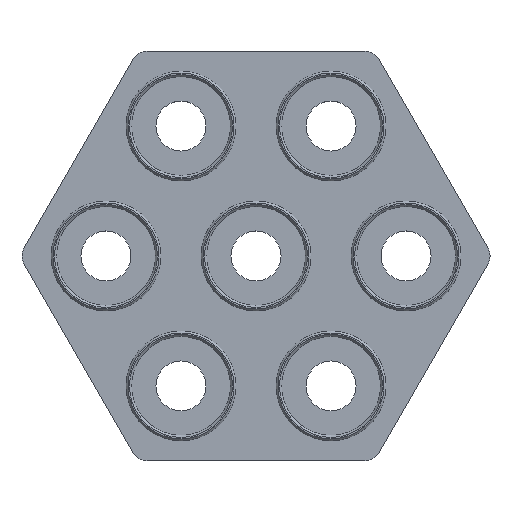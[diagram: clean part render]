
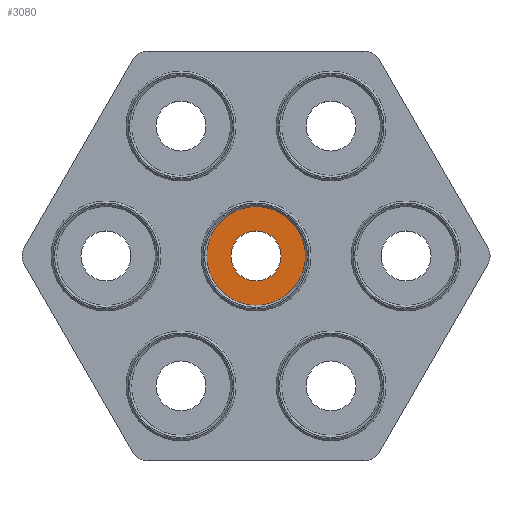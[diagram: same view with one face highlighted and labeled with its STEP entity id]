
A CAD part, top view. The second image highlights one B-rep face of the part: STEP entity #3080.
In plain terms, the highlighted planar face has unit normal (0, 0, 1).
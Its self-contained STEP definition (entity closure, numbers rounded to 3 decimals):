
#1880 = CYLINDRICAL_SURFACE('',#1881,7.5);
#1881 = AXIS2_PLACEMENT_3D('',#1882,#1883,#1884);
#1882 = CARTESIAN_POINT('',(0.,0.,0.));
#1883 = DIRECTION('',(0.,0.,1.));
#1884 = DIRECTION('',(-1.,0.,0.));
#2561 = EDGE_CURVE('',#2562,#2562,#2564,.T.);
#2562 = VERTEX_POINT('',#2563);
#2563 = CARTESIAN_POINT('',(-7.5,0.,3.));
#2564 = SURFACE_CURVE('',#2565,(#2570,#2577),.PCURVE_S1.);
#2565 = CIRCLE('',#2566,7.5);
#2566 = AXIS2_PLACEMENT_3D('',#2567,#2568,#2569);
#2567 = CARTESIAN_POINT('',(0.,0.,3.));
#2568 = DIRECTION('',(0.,0.,1.));
#2569 = DIRECTION('',(-1.,0.,0.));
#2570 = PCURVE('',#1880,#2571);
#2571 = DEFINITIONAL_REPRESENTATION('',(#2572),#2576);
#2572 = LINE('',#2573,#2574);
#2573 = CARTESIAN_POINT('',(0.,3.));
#2574 = VECTOR('',#2575,1.);
#2575 = DIRECTION('',(1.,0.));
#2576 = ( GEOMETRIC_REPRESENTATION_CONTEXT(2) 
PARAMETRIC_REPRESENTATION_CONTEXT() REPRESENTATION_CONTEXT('2D SPACE',''
  ) );
#2577 = PCURVE('',#2578,#2583);
#2578 = PLANE('',#2579);
#2579 = AXIS2_PLACEMENT_3D('',#2580,#2581,#2582);
#2580 = CARTESIAN_POINT('',(0.,0.,3.));
#2581 = DIRECTION('',(0.,0.,-1.));
#2582 = DIRECTION('',(-1.,0.,0.));
#2583 = DEFINITIONAL_REPRESENTATION('',(#2584),#2592);
#2584 = ( BOUNDED_CURVE() B_SPLINE_CURVE(2,(#2585,#2586,#2587,#2588,
#2589,#2590,#2591),.UNSPECIFIED.,.T.,.F.) B_SPLINE_CURVE_WITH_KNOTS((1,2
    ,2,2,2,1),(-2.094,0.,2.094,4.189,
6.283,8.378),.UNSPECIFIED.) CURVE() 
GEOMETRIC_REPRESENTATION_ITEM() RATIONAL_B_SPLINE_CURVE((1.,0.5,1.,0.5,
1.,0.5,1.)) REPRESENTATION_ITEM('') );
#2585 = CARTESIAN_POINT('',(7.5,0.));
#2586 = CARTESIAN_POINT('',(7.5,-12.99));
#2587 = CARTESIAN_POINT('',(-3.75,-6.495));
#2588 = CARTESIAN_POINT('',(-15.,0.));
#2589 = CARTESIAN_POINT('',(-3.75,6.495));
#2590 = CARTESIAN_POINT('',(7.5,12.99));
#2591 = CARTESIAN_POINT('',(7.5,0.));
#2592 = ( GEOMETRIC_REPRESENTATION_CONTEXT(2) 
PARAMETRIC_REPRESENTATION_CONTEXT() REPRESENTATION_CONTEXT('2D SPACE',''
  ) );
#3080 = ADVANCED_FACE('',(#3081,#3112),#2578,.F.);
#3081 = FACE_BOUND('',#3082,.F.);
#3082 = EDGE_LOOP('',(#3083));
#3083 = ORIENTED_EDGE('',*,*,#3084,.T.);
#3084 = EDGE_CURVE('',#3085,#3085,#3087,.T.);
#3085 = VERTEX_POINT('',#3086);
#3086 = CARTESIAN_POINT('',(-14.85,0.,3.));
#3087 = SURFACE_CURVE('',#3088,(#3093,#3100),.PCURVE_S1.);
#3088 = CIRCLE('',#3089,14.85);
#3089 = AXIS2_PLACEMENT_3D('',#3090,#3091,#3092);
#3090 = CARTESIAN_POINT('',(0.,0.,3.));
#3091 = DIRECTION('',(0.,0.,-1.));
#3092 = DIRECTION('',(-1.,0.,0.));
#3093 = PCURVE('',#2578,#3094);
#3094 = DEFINITIONAL_REPRESENTATION('',(#3095),#3099);
#3095 = CIRCLE('',#3096,14.85);
#3096 = AXIS2_PLACEMENT_2D('',#3097,#3098);
#3097 = CARTESIAN_POINT('',(0.,0.));
#3098 = DIRECTION('',(1.,0.));
#3099 = ( GEOMETRIC_REPRESENTATION_CONTEXT(2) 
PARAMETRIC_REPRESENTATION_CONTEXT() REPRESENTATION_CONTEXT('2D SPACE',''
  ) );
#3100 = PCURVE('',#3101,#3106);
#3101 = CYLINDRICAL_SURFACE('',#3102,14.85);
#3102 = AXIS2_PLACEMENT_3D('',#3103,#3104,#3105);
#3103 = CARTESIAN_POINT('',(0.,0.,7.));
#3104 = DIRECTION('',(0.,0.,-1.));
#3105 = DIRECTION('',(-1.,0.,0.));
#3106 = DEFINITIONAL_REPRESENTATION('',(#3107),#3111);
#3107 = LINE('',#3108,#3109);
#3108 = CARTESIAN_POINT('',(0.,4.));
#3109 = VECTOR('',#3110,1.);
#3110 = DIRECTION('',(1.,0.));
#3111 = ( GEOMETRIC_REPRESENTATION_CONTEXT(2) 
PARAMETRIC_REPRESENTATION_CONTEXT() REPRESENTATION_CONTEXT('2D SPACE',''
  ) );
#3112 = FACE_BOUND('',#3113,.F.);
#3113 = EDGE_LOOP('',(#3114));
#3114 = ORIENTED_EDGE('',*,*,#2561,.T.);
